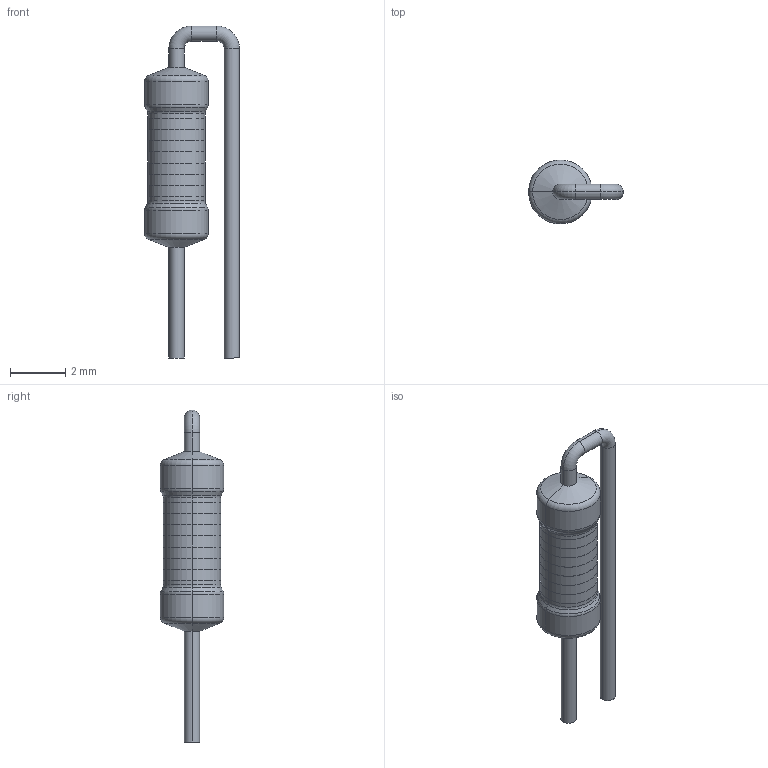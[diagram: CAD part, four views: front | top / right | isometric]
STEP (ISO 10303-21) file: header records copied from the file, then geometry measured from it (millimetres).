
FILE_DESCRIPTION (( 'STEP AP214' ), '1' );
FILE_NAME ('RESADV200W55L650D230-100-300-900_SEI_CF14_CFM12.STEP', '2013-06-25T15:33:26', ( 'pomocnik' ), ( '' ), 'SwSTEP 2.0', 'SolidWorks 2012', '' );
FILE_SCHEMA (( 'AUTOMOTIVE_DESIGN' ));
Length unit declared in the file: millimetre
Products named in the file (1): RESADV200W55L650D230-100-300-900_SEI_CF14_CFM12
Bounding box: 3.42 x 2.3 x 12 mm (x, y, z)
Volume: 27 mm3; surface area: 80.3 mm2
Topology: 1 solids, 1 shells, 64 faces, 126 edges, 72 vertices
Faces by surface type: cylinder 30, torus 16, plane 10, cone 8
Entity records: 2234 total; most frequent: DIRECTION 344, CARTESIAN_POINT 263, ORIENTED_EDGE 252, AXIS2_PLACEMENT_3D 153, EDGE_CURVE 126, CIRCLE 88, VERTEX_POINT 72, EDGE_LOOP 72
